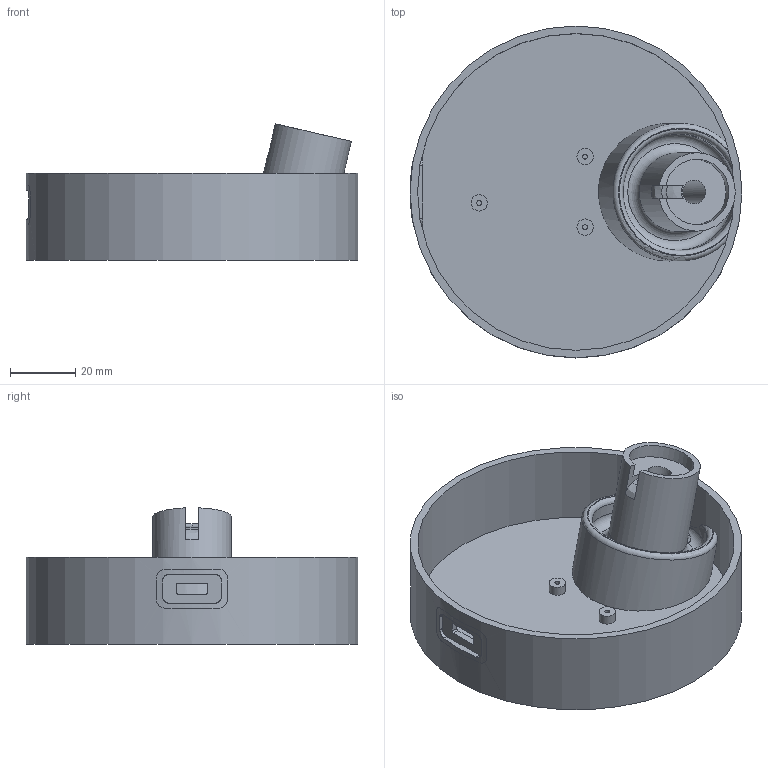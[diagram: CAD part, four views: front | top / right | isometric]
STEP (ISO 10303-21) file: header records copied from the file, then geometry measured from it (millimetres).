
FILE_DESCRIPTION(/* description */ ('KiCad electronic assembly'),/* implementation_level */ '2;1');
FILE_NAME(/* name */ 'MistMakerEnclosure v26.step',/* time_stamp */ '2025-05-24T18:58:07-04:00',/* author */ (''),/* organization */ (''),/* preprocessor_version */ 'ST-DEVELOPER v20.1',/* originating_system */ 'Autodesk Translation Framework v14.4.0.0',/* authorisation */ '');
FILE_SCHEMA (('AUTOMOTIVE_DESIGN { 1 0 10303 214 3 1 1 }'));
Length unit declared in the file: millimetre
Products named in the file (1): MistMakerBoardV1 1
Bounding box: 101.6 x 101.6 x 41.73 mm (x, y, z)
Volume: 77435.4 mm3; surface area: 49378.5 mm2
Topology: 7 solids, 7 shells, 105 faces, 273 edges, 182 vertices
Faces by surface type: cylinder 44, plane 43, bspline 10, torus 8
Full cylindrical faces by diameter (mm): 1.5 x3, 4.849 x2, 5 x3, 6.449 x1, 7.2 x2, 8.8 x1, 22.4 x1, 24 x1, 35.725 x1, 97 x1, 101.6 x1
Entity records: 4457 total; most frequent: CARTESIAN_POINT 1905, ORIENTED_EDGE 546, DIRECTION 492, EDGE_CURVE 273, AXIS2_PLACEMENT_3D 199, VERTEX_POINT 182, EDGE_LOOP 121, FACE_OUTER_BOUND 105
